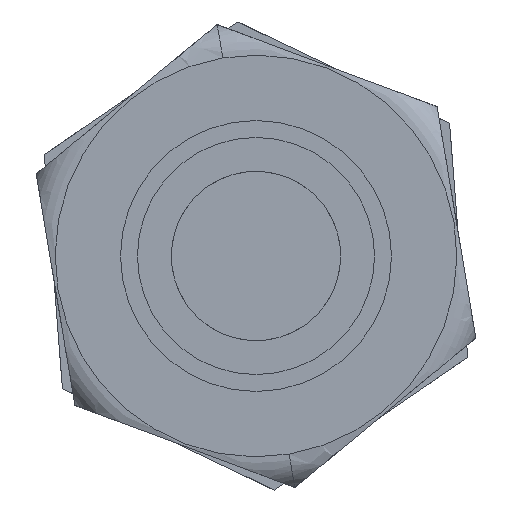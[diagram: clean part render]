
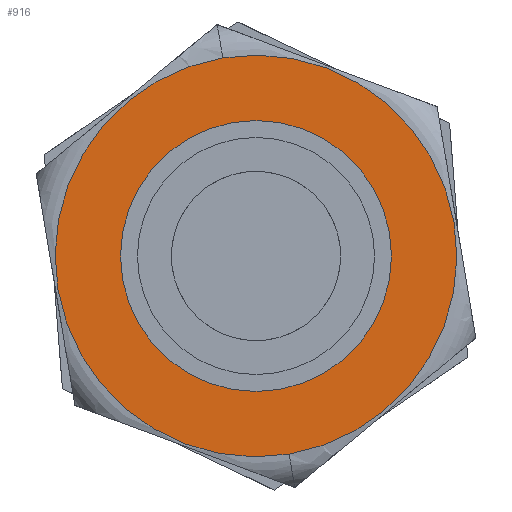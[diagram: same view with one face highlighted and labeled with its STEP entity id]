
A CAD part, front view. The second image highlights one B-rep face of the part: STEP entity #916.
In plain terms, the highlighted face is planar.
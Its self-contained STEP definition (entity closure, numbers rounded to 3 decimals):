
#31 = CARTESIAN_POINT ( 'NONE',  ( 5.928, 0., 0. ) ) ;
#41 = EDGE_LOOP ( 'NONE', ( #480, #529 ) ) ;
#85 = CIRCLE ( 'NONE', #548, 3.5 ) ;
#120 = DIRECTION ( 'NONE',  ( 0., 0., -1. ) ) ;
#129 = CIRCLE ( 'NONE', #1317, 3.5 ) ;
#154 = VERTEX_POINT ( 'NONE', #160 ) ;
#160 = CARTESIAN_POINT ( 'NONE',  ( -3.5, 0., 0. ) ) ;
#180 = DIRECTION ( 'NONE',  ( -1., 0., 0. ) ) ;
#183 = FACE_BOUND ( 'NONE', #41, .T. ) ;
#299 = AXIS2_PLACEMENT_3D ( 'NONE', #520, #604, #634 ) ;
#363 = CARTESIAN_POINT ( 'NONE',  ( 3.5, 0., 0. ) ) ;
#368 = CARTESIAN_POINT ( 'NONE',  ( 0., 0., 0. ) ) ;
#424 = FACE_OUTER_BOUND ( 'NONE', #1142, .T. ) ;
#438 = VERTEX_POINT ( 'NONE', #363 ) ;
#450 = ORIENTED_EDGE ( 'NONE', *, *, #1244, .T. ) ;
#464 = AXIS2_PLACEMENT_3D ( 'NONE', #1374, #1181, #180 ) ;
#470 = DIRECTION ( 'NONE',  ( 0., 0., 1. ) ) ;
#480 = ORIENTED_EDGE ( 'NONE', *, *, #635, .T. ) ;
#520 = CARTESIAN_POINT ( 'NONE',  ( 0., 0., 0. ) ) ;
#529 = ORIENTED_EDGE ( 'NONE', *, *, #1182, .T. ) ;
#548 = AXIS2_PLACEMENT_3D ( 'NONE', #1319, #758, #1199 ) ;
#551 = CARTESIAN_POINT ( 'NONE',  ( -5.928, 0., 0. ) ) ;
#595 = DIRECTION ( 'NONE',  ( -1., 0., 0. ) ) ;
#604 = DIRECTION ( 'NONE',  ( 0., 0., 1. ) ) ;
#628 = PLANE ( 'NONE',  #299 ) ;
#634 = DIRECTION ( 'NONE',  ( 1., 0., 0. ) ) ;
#635 = EDGE_CURVE ( 'NONE', #154, #438, #85, .T. ) ;
#727 = ORIENTED_EDGE ( 'NONE', *, *, #1174, .T. ) ;
#746 = VERTEX_POINT ( 'NONE', #31 ) ;
#758 = DIRECTION ( 'NONE',  ( 0., 0., 1. ) ) ;
#762 = CIRCLE ( 'NONE', #1298, 5.928 ) ;
#916 = ADVANCED_FACE ( 'NONE', ( #183, #424 ), #628, .F. ) ;
#1037 = CARTESIAN_POINT ( 'NONE',  ( 0., 0., 0. ) ) ;
#1072 = VERTEX_POINT ( 'NONE', #551 ) ;
#1142 = EDGE_LOOP ( 'NONE', ( #727, #450 ) ) ;
#1174 = EDGE_CURVE ( 'NONE', #1072, #746, #762, .T. ) ;
#1181 = DIRECTION ( 'NONE',  ( 0., 0., -1. ) ) ;
#1182 = EDGE_CURVE ( 'NONE', #438, #154, #129, .T. ) ;
#1199 = DIRECTION ( 'NONE',  ( 1., 0., 0. ) ) ;
#1226 = DIRECTION ( 'NONE',  ( 1., 0., 0. ) ) ;
#1244 = EDGE_CURVE ( 'NONE', #746, #1072, #1339, .T. ) ;
#1298 = AXIS2_PLACEMENT_3D ( 'NONE', #368, #120, #595 ) ;
#1317 = AXIS2_PLACEMENT_3D ( 'NONE', #1037, #470, #1226 ) ;
#1319 = CARTESIAN_POINT ( 'NONE',  ( 0., 0., 0. ) ) ;
#1339 = CIRCLE ( 'NONE', #464, 5.928 ) ;
#1374 = CARTESIAN_POINT ( 'NONE',  ( 0., 0., 0. ) ) ;
